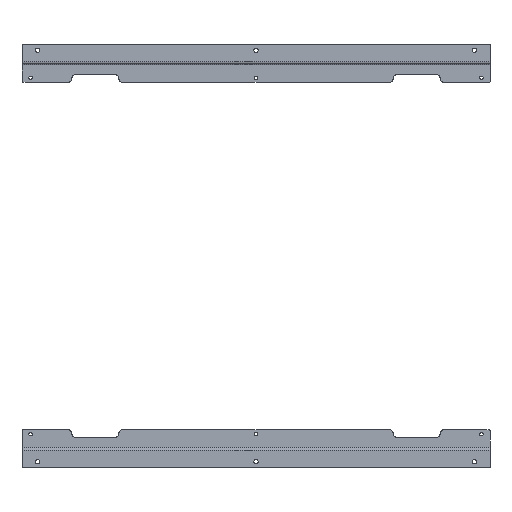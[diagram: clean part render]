
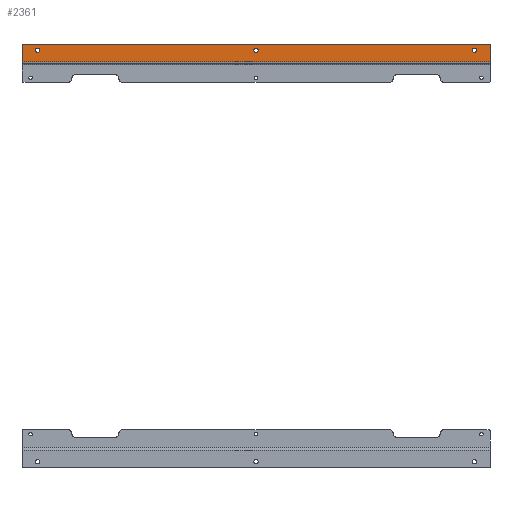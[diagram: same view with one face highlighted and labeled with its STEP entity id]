
A CAD part, top view. The second image highlights one B-rep face of the part: STEP entity #2361.
In plain terms, the highlighted planar face has unit normal (0, 0, 1).
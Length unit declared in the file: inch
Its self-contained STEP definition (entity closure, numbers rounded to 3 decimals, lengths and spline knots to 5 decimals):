
#4 = VERTEX_POINT ( 'NONE', #2574 ) ;
#43 = DIRECTION ( 'NONE',  ( 1., 0., 0. ) ) ;
#101 = CARTESIAN_POINT ( 'NONE',  ( 0., 1.801, 0.998 ) ) ;
#158 = DIRECTION ( 'NONE',  ( 1., 0., 0. ) ) ;
#299 = EDGE_CURVE ( 'NONE', #2223, #2223, #770, .T. ) ;
#318 = CARTESIAN_POINT ( 'NONE',  ( 14.925, 1.786, 0.998 ) ) ;
#337 = CARTESIAN_POINT ( 'NONE',  ( 0., 1.426, 0.998 ) ) ;
#375 = DIRECTION ( 'NONE',  ( 0., 0., -1. ) ) ;
#385 = EDGE_CURVE ( 'NONE', #1202, #2428, #1213, .T. ) ;
#393 = DIRECTION ( 'NONE',  ( 1., 0., 0. ) ) ;
#407 = ORIENTED_EDGE ( 'NONE', *, *, #536, .T. ) ;
#418 = CIRCLE ( 'NONE', #1430, 0.015 ) ;
#471 = CARTESIAN_POINT ( 'NONE',  ( 14.925, 0.677, 0.998 ) ) ;
#536 = EDGE_CURVE ( 'NONE', #4, #2465, #2677, .T. ) ;
#563 = AXIS2_PLACEMENT_3D ( 'NONE', #337, #2301, #1417 ) ;
#569 = EDGE_CURVE ( 'NONE', #2391, #1892, #418, .T. ) ;
#588 = AXIS2_PLACEMENT_3D ( 'NONE', #1085, #1916, #2497 ) ;
#650 = CARTESIAN_POINT ( 'NONE',  ( 14.91, 1.801, 0.998 ) ) ;
#733 = DIRECTION ( 'NONE',  ( 1., 0., 0. ) ) ;
#770 = CIRCLE ( 'NONE', #1467, 0.1405 ) ;
#781 = ORIENTED_EDGE ( 'NONE', *, *, #569, .T. ) ;
#804 = EDGE_LOOP ( 'NONE', ( #1615 ) ) ;
#823 = LINE ( 'NONE', #1656, #1571 ) ;
#875 = ORIENTED_EDGE ( 'NONE', *, *, #1488, .T. ) ;
#939 = EDGE_CURVE ( 'NONE', #2391, #2428, #2397, .T. ) ;
#964 = CARTESIAN_POINT ( 'NONE',  ( -13.7845, 1.426, 0.998 ) ) ;
#977 = EDGE_CURVE ( 'NONE', #1013, #1013, #1959, .T. ) ;
#992 = EDGE_CURVE ( 'NONE', #1405, #1405, #2224, .T. ) ;
#1002 = CARTESIAN_POINT ( 'NONE',  ( 0.1405, 1.426, 0.998 ) ) ;
#1013 = VERTEX_POINT ( 'NONE', #1002 ) ;
#1085 = CARTESIAN_POINT ( 'NONE',  ( 14.91, 1.786, 0.998 ) ) ;
#1112 = EDGE_LOOP ( 'NONE', ( #2360, #781, #875, #407, #2488, #1502 ) ) ;
#1184 = DIRECTION ( 'NONE',  ( 0., 0., 1. ) ) ;
#1202 = VERTEX_POINT ( 'NONE', #318 ) ;
#1203 = CARTESIAN_POINT ( 'NONE',  ( 14.925, 0.677, 0.998 ) ) ;
#1213 = CIRCLE ( 'NONE', #588, 0.015 ) ;
#1232 = FACE_BOUND ( 'NONE', #2607, .T. ) ;
#1244 = FACE_BOUND ( 'NONE', #804, .T. ) ;
#1268 = AXIS2_PLACEMENT_3D ( 'NONE', #2237, #375, #2460 ) ;
#1345 = CARTESIAN_POINT ( 'NONE',  ( 14.925, 1.239, 0.998 ) ) ;
#1347 = EDGE_CURVE ( 'NONE', #1202, #2465, #1551, .T. ) ;
#1405 = VERTEX_POINT ( 'NONE', #2001 ) ;
#1417 = DIRECTION ( 'NONE',  ( 1., 0., 0. ) ) ;
#1430 = AXIS2_PLACEMENT_3D ( 'NONE', #2454, #1184, #393 ) ;
#1451 = DIRECTION ( 'NONE',  ( 0., -1., 0. ) ) ;
#1465 = CARTESIAN_POINT ( 'NONE',  ( -13.925, 1.426, 0.998 ) ) ;
#1467 = AXIS2_PLACEMENT_3D ( 'NONE', #1465, #2324, #43 ) ;
#1468 = AXIS2_PLACEMENT_3D ( 'NONE', #1203, #2053, #158 ) ;
#1473 = VECTOR ( 'NONE', #2693, 39.37008 ) ;
#1488 = EDGE_CURVE ( 'NONE', #1892, #4, #823, .T. ) ;
#1502 = ORIENTED_EDGE ( 'NONE', *, *, #385, .T. ) ;
#1551 = LINE ( 'NONE', #1345, #1780 ) ;
#1571 = VECTOR ( 'NONE', #1451, 39.37008 ) ;
#1615 = ORIENTED_EDGE ( 'NONE', *, *, #299, .T. ) ;
#1656 = CARTESIAN_POINT ( 'NONE',  ( -14.925, 1.239, 0.998 ) ) ;
#1733 = ORIENTED_EDGE ( 'NONE', *, *, #977, .T. ) ;
#1780 = VECTOR ( 'NONE', #2177, 39.37008 ) ;
#1814 = FACE_BOUND ( 'NONE', #2534, .T. ) ;
#1852 = CARTESIAN_POINT ( 'NONE',  ( -14.91, 1.801, 0.998 ) ) ;
#1892 = VERTEX_POINT ( 'NONE', #2055 ) ;
#1916 = DIRECTION ( 'NONE',  ( 0., 0., 1. ) ) ;
#1959 = CIRCLE ( 'NONE', #563, 0.1405 ) ;
#2001 = CARTESIAN_POINT ( 'NONE',  ( 14.0655, 1.426, 0.998 ) ) ;
#2029 = FACE_OUTER_BOUND ( 'NONE', #1112, .T. ) ;
#2053 = DIRECTION ( 'NONE',  ( 0., 0., 1. ) ) ;
#2055 = CARTESIAN_POINT ( 'NONE',  ( -14.925, 1.786, 0.998 ) ) ;
#2108 = VECTOR ( 'NONE', #733, 39.37008 ) ;
#2177 = DIRECTION ( 'NONE',  ( 0., -1., 0. ) ) ;
#2223 = VERTEX_POINT ( 'NONE', #964 ) ;
#2224 = CIRCLE ( 'NONE', #1268, 0.1405 ) ;
#2237 = CARTESIAN_POINT ( 'NONE',  ( 13.925, 1.426, 0.998 ) ) ;
#2265 = PLANE ( 'NONE',  #1468 ) ;
#2301 = DIRECTION ( 'NONE',  ( 0., 0., -1. ) ) ;
#2324 = DIRECTION ( 'NONE',  ( 0., 0., -1. ) ) ;
#2360 = ORIENTED_EDGE ( 'NONE', *, *, #939, .F. ) ;
#2361 = ADVANCED_FACE ( 'NONE', ( #1232, #1814, #1244, #2029 ), #2265, .T. ) ;
#2372 = ORIENTED_EDGE ( 'NONE', *, *, #992, .T. ) ;
#2391 = VERTEX_POINT ( 'NONE', #1852 ) ;
#2397 = LINE ( 'NONE', #101, #2108 ) ;
#2428 = VERTEX_POINT ( 'NONE', #650 ) ;
#2454 = CARTESIAN_POINT ( 'NONE',  ( -14.91, 1.786, 0.998 ) ) ;
#2460 = DIRECTION ( 'NONE',  ( 1., 0., 0. ) ) ;
#2465 = VERTEX_POINT ( 'NONE', #471 ) ;
#2483 = CARTESIAN_POINT ( 'NONE',  ( 14.925, 0.677, 0.998 ) ) ;
#2488 = ORIENTED_EDGE ( 'NONE', *, *, #1347, .F. ) ;
#2497 = DIRECTION ( 'NONE',  ( 1., 0., 0. ) ) ;
#2534 = EDGE_LOOP ( 'NONE', ( #1733 ) ) ;
#2574 = CARTESIAN_POINT ( 'NONE',  ( -14.925, 0.677, 0.998 ) ) ;
#2607 = EDGE_LOOP ( 'NONE', ( #2372 ) ) ;
#2677 = LINE ( 'NONE', #2483, #1473 ) ;
#2693 = DIRECTION ( 'NONE',  ( 1., 0., 0. ) ) ;
